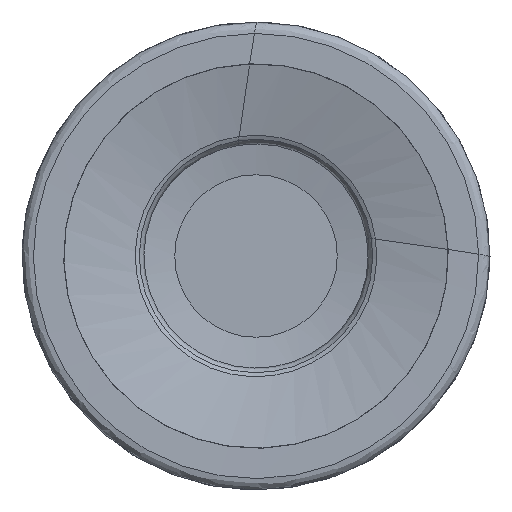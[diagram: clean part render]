
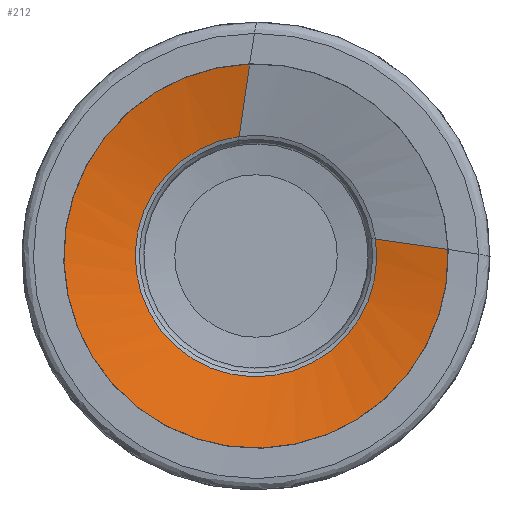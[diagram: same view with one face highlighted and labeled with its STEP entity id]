
A CAD part, left-side view. The second image highlights one B-rep face of the part: STEP entity #212.
In plain terms, the highlighted free-form (B-spline) face has degree [1, 3] with [2, 7] control points.
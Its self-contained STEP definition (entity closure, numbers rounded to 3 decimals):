
#52=(
BOUNDED_SURFACE()
B_SPLINE_SURFACE(1,3,((#1243,#1244,#1245,#1246,#1247,#1248,#1249),(#1250,
#1251,#1252,#1253,#1254,#1255,#1256)),.UNSPECIFIED.,.F.,.F.,.F.)
B_SPLINE_SURFACE_WITH_KNOTS((2,2),(4,3,4),(0.,1.),(0.,0.5,1.),
 .UNSPECIFIED.)
GEOMETRIC_REPRESENTATION_ITEM()
RATIONAL_B_SPLINE_SURFACE(((1.,0.588,0.588,1.,0.588,
0.588,1.),(1.,0.588,0.588,1.,0.588,
0.588,1.)))
REPRESENTATION_ITEM('')
SURFACE()
);
#84=LINE('',#1241,#104);
#85=LINE('',#1242,#105);
#104=VECTOR('',#922,1.);
#105=VECTOR('',#923,1.);
#146=FACE_OUTER_BOUND('',#330,.T.);
#212=ADVANCED_FACE('',(#146),#52,.F.);
#330=EDGE_LOOP('',(#426,#427,#428,#429));
#426=ORIENTED_EDGE('',*,*,#618,.F.);
#427=ORIENTED_EDGE('',*,*,#619,.T.);
#428=ORIENTED_EDGE('',*,*,#615,.T.);
#429=ORIENTED_EDGE('',*,*,#620,.T.);
#556=VERTEX_POINT('',#1206);
#557=VERTEX_POINT('',#1207);
#558=VERTEX_POINT('',#1239);
#559=VERTEX_POINT('',#1240);
#615=EDGE_CURVE('',#556,#557,#687,.T.);
#618=EDGE_CURVE('',#558,#559,#688,.T.);
#619=EDGE_CURVE('',#558,#556,#84,.T.);
#620=EDGE_CURVE('',#557,#559,#85,.T.);
#687=CIRCLE('',#765,4.129);
#688=CIRCLE('',#768,6.568);
#765=AXIS2_PLACEMENT_3D('',#1205,#914,#915);
#768=AXIS2_PLACEMENT_3D('',#1238,#920,#921);
#914=DIRECTION('',(1.,0.,0.));
#915=DIRECTION('',(0.,-0.99,0.14));
#920=DIRECTION('',(1.,0.,0.));
#921=DIRECTION('',(0.,-0.999,0.034));
#922=DIRECTION('',(0.237,0.962,0.138));
#923=DIRECTION('',(-0.237,-0.139,0.962));
#1205=CARTESIAN_POINT('',(0.639,0.,0.));
#1206=CARTESIAN_POINT('',(0.639,-4.089,0.579));
#1207=CARTESIAN_POINT('',(0.639,0.575,4.089));
#1238=CARTESIAN_POINT('',(0.028,0.,0.));
#1239=CARTESIAN_POINT('',(0.028,-6.564,0.225));
#1240=CARTESIAN_POINT('',(0.028,0.218,6.564));
#1241=CARTESIAN_POINT('',(0.639,-4.089,0.579));
#1242=CARTESIAN_POINT('',(0.639,0.575,4.089));
#1243=CARTESIAN_POINT('',(0.639,-4.089,0.579));
#1244=CARTESIAN_POINT('',(0.639,-4.695,-3.702));
#1245=CARTESIAN_POINT('',(0.639,-0.972,-5.899));
#1246=CARTESIAN_POINT('',(0.639,2.483,-3.299));
#1247=CARTESIAN_POINT('',(0.639,5.938,-0.699));
#1248=CARTESIAN_POINT('',(0.639,4.857,3.487));
#1249=CARTESIAN_POINT('',(0.639,0.575,4.089));
#1250=CARTESIAN_POINT('',(0.028,-6.564,0.225));
#1251=CARTESIAN_POINT('',(0.028,-6.8,-6.648));
#1252=CARTESIAN_POINT('',(0.028,-0.539,-9.494));
#1253=CARTESIAN_POINT('',(0.028,4.485,-4.798));
#1254=CARTESIAN_POINT('',(0.028,9.509,-0.102));
#1255=CARTESIAN_POINT('',(0.028,7.091,6.336));
#1256=CARTESIAN_POINT('',(0.028,0.218,6.564));
